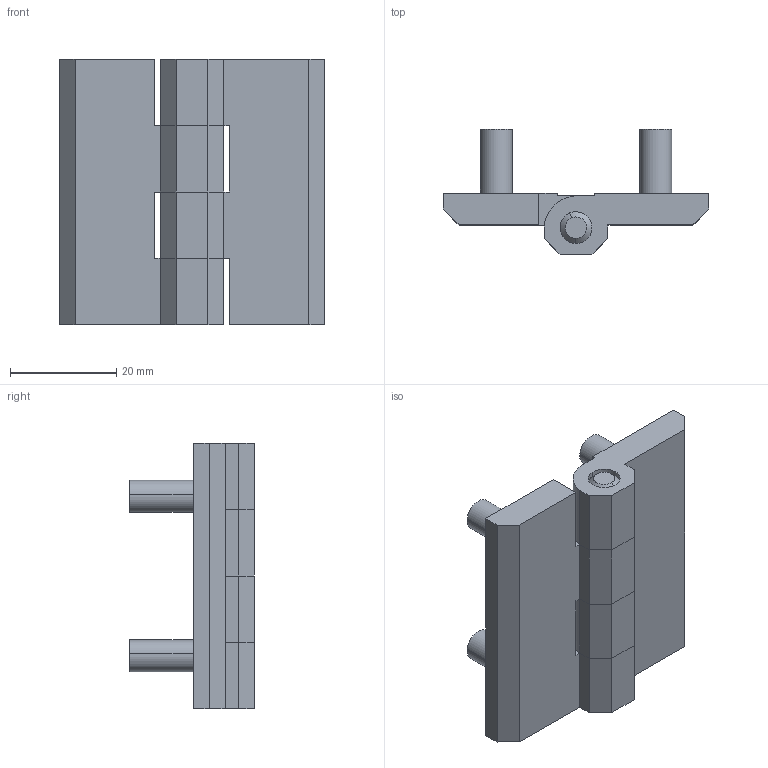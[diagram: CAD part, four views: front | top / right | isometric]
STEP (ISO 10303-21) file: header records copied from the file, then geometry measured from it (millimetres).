
FILE_DESCRIPTION((''),'2;1');
FILE_NAME('','2005-07-15T09:55:12',(''),(''),'','CADfix','');
FILE_SCHEMA(('AUTOMOTIVE_DESIGN'));
Length unit declared in the file: millimetre
Products named in the file (5): screw; shaft; hinge pieces_B; hinge pieces_A; TEH_1056_U8_29256_36
Assembly tree (7 placements, depth 2):
  TEH_1056_U8_29256_36
    screw  x4
    shaft
    hinge pieces_B
    hinge pieces_A
Bounding box: 50 x 23.5 x 50 mm (x, y, z)
Volume: 15757 mm3; surface area: 11177.7 mm2
Topology: 7 solids, 7 shells, 118 faces, 349 edges, 251 vertices
Faces by surface type: bspline 118
Entity records: 3703 total; most frequent: CARTESIAN_POINT 1727, ORIENTED_EDGE 638, EDGE_CURVE 319, VERTEX_POINT 227, QUASI_UNIFORM_CURVE 208, EDGE_LOOP 120, FACE_OUTER_BOUND 106, ADVANCED_FACE 106
